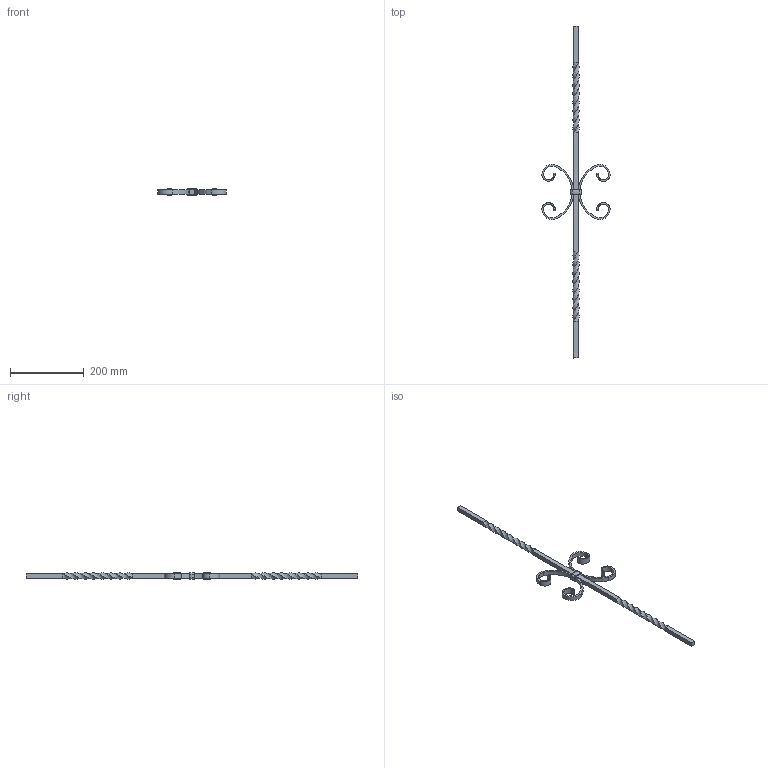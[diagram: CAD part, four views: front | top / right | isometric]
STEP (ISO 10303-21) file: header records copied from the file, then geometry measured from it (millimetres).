
FILE_DESCRIPTION (( 'STEP AP203' ), '1' );
FILE_NAME ('1217.STEP', '2023-06-14T14:21:41', ( '' ), ( '' ), 'SwSTEP 2.0', 'SolidWorks 2018', '' );
FILE_SCHEMA (( 'CONFIG_CONTROL_DESIGN' ));
Length unit declared in the file: millimetre
Products named in the file (1): 1217
Bounding box: 185 x 900 x 18.59 mm (x, y, z)
Volume: 179117.9 mm3; surface area: 74273.1 mm2
Topology: 4 solids, 4 shells, 408 faces, 966 edges, 580 vertices
Faces by surface type: plane 197, bspline 106, cylinder 69, torus 36
Entity records: 17250 total; most frequent: CARTESIAN_POINT 8501, ORIENTED_EDGE 1932, DIRECTION 1517, EDGE_CURVE 966, VERTEX_POINT 580, LINE 573, VECTOR 573, AXIS2_PLACEMENT_3D 472
